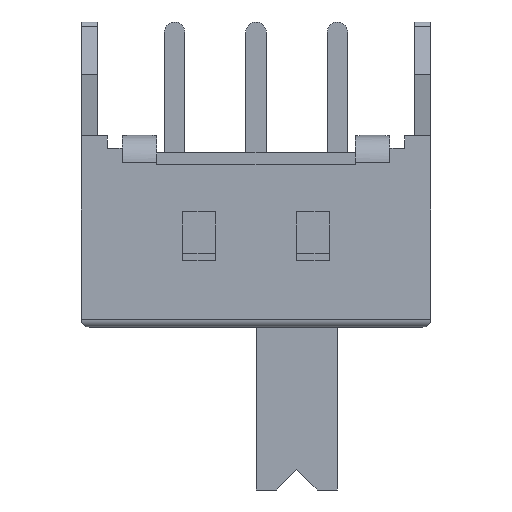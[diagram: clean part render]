
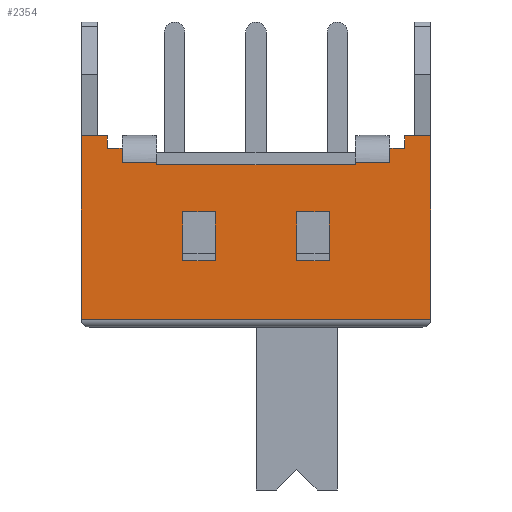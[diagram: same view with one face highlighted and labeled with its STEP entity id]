
A CAD part, front view. The second image highlights one B-rep face of the part: STEP entity #2354.
In plain terms, the highlighted planar face has unit normal (0, -1, 0).
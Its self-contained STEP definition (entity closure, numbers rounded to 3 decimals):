
#85 = VERTEX_POINT('',#86);
#86 = CARTESIAN_POINT('',(-4.3,-2.15,0.));
#92 = EDGE_CURVE('',#85,#93,#95,.T.);
#93 = VERTEX_POINT('',#94);
#94 = CARTESIAN_POINT('',(-4.3,-2.15,-4.5));
#95 = LINE('',#96,#97);
#96 = CARTESIAN_POINT('',(-4.3,-2.15,0.));
#97 = VECTOR('',#98,1.);
#98 = DIRECTION('',(0.,0.,-1.));
#2330 = VERTEX_POINT('',#2331);
#2331 = CARTESIAN_POINT('',(4.3,-2.15,-4.5));
#2344 = EDGE_CURVE('',#2330,#93,#2345,.T.);
#2345 = LINE('',#2346,#2347);
#2346 = CARTESIAN_POINT('',(4.3,-2.15,-4.5));
#2347 = VECTOR('',#2348,1.);
#2348 = DIRECTION('',(-1.,0.,0.));
#2354 = ADVANCED_FACE('',(#2355,#2485,#2519),#2553,.T.);
#2355 = FACE_BOUND('',#2356,.F.);
#2356 = EDGE_LOOP('',(#2357,#2367,#2375,#2383,#2391,#2399,#2407,#2415,
    #2423,#2431,#2439,#2447,#2453,#2454,#2455,#2463,#2471,#2479));
#2357 = ORIENTED_EDGE('',*,*,#2358,.F.);
#2358 = EDGE_CURVE('',#2359,#2361,#2363,.T.);
#2359 = VERTEX_POINT('',#2360);
#2360 = CARTESIAN_POINT('',(-3.288,-2.15,-0.652));
#2361 = VERTEX_POINT('',#2362);
#2362 = CARTESIAN_POINT('',(-3.288,-2.15,-0.411));
#2363 = LINE('',#2364,#2365);
#2364 = CARTESIAN_POINT('',(-3.288,-2.15,-0.652));
#2365 = VECTOR('',#2366,1.);
#2366 = DIRECTION('',(0.,0.,1.));
#2367 = ORIENTED_EDGE('',*,*,#2368,.T.);
#2368 = EDGE_CURVE('',#2359,#2369,#2371,.T.);
#2369 = VERTEX_POINT('',#2370);
#2370 = CARTESIAN_POINT('',(-2.438,-2.15,-0.652));
#2371 = LINE('',#2372,#2373);
#2372 = CARTESIAN_POINT('',(-3.288,-2.15,-0.652));
#2373 = VECTOR('',#2374,1.);
#2374 = DIRECTION('',(1.,0.,0.));
#2375 = ORIENTED_EDGE('',*,*,#2376,.T.);
#2376 = EDGE_CURVE('',#2369,#2377,#2379,.T.);
#2377 = VERTEX_POINT('',#2378);
#2378 = CARTESIAN_POINT('',(-2.438,-2.15,-0.711));
#2379 = LINE('',#2380,#2381);
#2380 = CARTESIAN_POINT('',(-2.438,-2.15,-0.652));
#2381 = VECTOR('',#2382,1.);
#2382 = DIRECTION('',(0.,0.,-1.));
#2383 = ORIENTED_EDGE('',*,*,#2384,.T.);
#2384 = EDGE_CURVE('',#2377,#2385,#2387,.T.);
#2385 = VERTEX_POINT('',#2386);
#2386 = CARTESIAN_POINT('',(2.438,-2.15,-0.711));
#2387 = LINE('',#2388,#2389);
#2388 = CARTESIAN_POINT('',(-2.438,-2.15,-0.711));
#2389 = VECTOR('',#2390,1.);
#2390 = DIRECTION('',(1.,0.,0.));
#2391 = ORIENTED_EDGE('',*,*,#2392,.T.);
#2392 = EDGE_CURVE('',#2385,#2393,#2395,.T.);
#2393 = VERTEX_POINT('',#2394);
#2394 = CARTESIAN_POINT('',(2.438,-2.15,-0.652));
#2395 = LINE('',#2396,#2397);
#2396 = CARTESIAN_POINT('',(2.438,-2.15,-0.711));
#2397 = VECTOR('',#2398,1.);
#2398 = DIRECTION('',(0.,0.,1.));
#2399 = ORIENTED_EDGE('',*,*,#2400,.T.);
#2400 = EDGE_CURVE('',#2393,#2401,#2403,.T.);
#2401 = VERTEX_POINT('',#2402);
#2402 = CARTESIAN_POINT('',(3.288,-2.15,-0.652));
#2403 = LINE('',#2404,#2405);
#2404 = CARTESIAN_POINT('',(2.438,-2.15,-0.652));
#2405 = VECTOR('',#2406,1.);
#2406 = DIRECTION('',(1.,0.,0.));
#2407 = ORIENTED_EDGE('',*,*,#2408,.T.);
#2408 = EDGE_CURVE('',#2401,#2409,#2411,.T.);
#2409 = VERTEX_POINT('',#2410);
#2410 = CARTESIAN_POINT('',(3.288,-2.15,-0.411));
#2411 = LINE('',#2412,#2413);
#2412 = CARTESIAN_POINT('',(3.288,-2.15,-0.652));
#2413 = VECTOR('',#2414,1.);
#2414 = DIRECTION('',(0.,0.,1.));
#2415 = ORIENTED_EDGE('',*,*,#2416,.T.);
#2416 = EDGE_CURVE('',#2409,#2417,#2419,.T.);
#2417 = VERTEX_POINT('',#2418);
#2418 = CARTESIAN_POINT('',(3.288,-2.15,-0.3));
#2419 = LINE('',#2420,#2421);
#2420 = CARTESIAN_POINT('',(3.288,-2.15,-0.411));
#2421 = VECTOR('',#2422,1.);
#2422 = DIRECTION('',(0.,0.,1.));
#2423 = ORIENTED_EDGE('',*,*,#2424,.T.);
#2424 = EDGE_CURVE('',#2417,#2425,#2427,.T.);
#2425 = VERTEX_POINT('',#2426);
#2426 = CARTESIAN_POINT('',(3.656,-2.15,-0.3));
#2427 = LINE('',#2428,#2429);
#2428 = CARTESIAN_POINT('',(3.288,-2.15,-0.3));
#2429 = VECTOR('',#2430,1.);
#2430 = DIRECTION('',(1.,0.,0.));
#2431 = ORIENTED_EDGE('',*,*,#2432,.F.);
#2432 = EDGE_CURVE('',#2433,#2425,#2435,.T.);
#2433 = VERTEX_POINT('',#2434);
#2434 = CARTESIAN_POINT('',(3.656,-2.15,0.));
#2435 = LINE('',#2436,#2437);
#2436 = CARTESIAN_POINT('',(3.656,-2.15,0.));
#2437 = VECTOR('',#2438,1.);
#2438 = DIRECTION('',(0.,0.,-1.));
#2439 = ORIENTED_EDGE('',*,*,#2440,.T.);
#2440 = EDGE_CURVE('',#2433,#2441,#2443,.T.);
#2441 = VERTEX_POINT('',#2442);
#2442 = CARTESIAN_POINT('',(4.3,-2.15,0.));
#2443 = LINE('',#2444,#2445);
#2444 = CARTESIAN_POINT('',(3.656,-2.15,0.));
#2445 = VECTOR('',#2446,1.);
#2446 = DIRECTION('',(1.,0.,0.));
#2447 = ORIENTED_EDGE('',*,*,#2448,.T.);
#2448 = EDGE_CURVE('',#2441,#2330,#2449,.T.);
#2449 = LINE('',#2450,#2451);
#2450 = CARTESIAN_POINT('',(4.3,-2.15,0.));
#2451 = VECTOR('',#2452,1.);
#2452 = DIRECTION('',(0.,0.,-1.));
#2453 = ORIENTED_EDGE('',*,*,#2344,.T.);
#2454 = ORIENTED_EDGE('',*,*,#92,.F.);
#2455 = ORIENTED_EDGE('',*,*,#2456,.T.);
#2456 = EDGE_CURVE('',#85,#2457,#2459,.T.);
#2457 = VERTEX_POINT('',#2458);
#2458 = CARTESIAN_POINT('',(-3.656,-2.15,0.));
#2459 = LINE('',#2460,#2461);
#2460 = CARTESIAN_POINT('',(-4.3,-2.15,0.));
#2461 = VECTOR('',#2462,1.);
#2462 = DIRECTION('',(1.,0.,0.));
#2463 = ORIENTED_EDGE('',*,*,#2464,.T.);
#2464 = EDGE_CURVE('',#2457,#2465,#2467,.T.);
#2465 = VERTEX_POINT('',#2466);
#2466 = CARTESIAN_POINT('',(-3.656,-2.15,-0.3));
#2467 = LINE('',#2468,#2469);
#2468 = CARTESIAN_POINT('',(-3.656,-2.15,0.));
#2469 = VECTOR('',#2470,1.);
#2470 = DIRECTION('',(0.,0.,-1.));
#2471 = ORIENTED_EDGE('',*,*,#2472,.T.);
#2472 = EDGE_CURVE('',#2465,#2473,#2475,.T.);
#2473 = VERTEX_POINT('',#2474);
#2474 = CARTESIAN_POINT('',(-3.288,-2.15,-0.3));
#2475 = LINE('',#2476,#2477);
#2476 = CARTESIAN_POINT('',(-3.656,-2.15,-0.3));
#2477 = VECTOR('',#2478,1.);
#2478 = DIRECTION('',(1.,0.,0.));
#2479 = ORIENTED_EDGE('',*,*,#2480,.T.);
#2480 = EDGE_CURVE('',#2473,#2361,#2481,.T.);
#2481 = LINE('',#2482,#2483);
#2482 = CARTESIAN_POINT('',(-3.288,-2.15,-0.3));
#2483 = VECTOR('',#2484,1.);
#2484 = DIRECTION('',(0.,0.,-1.));
#2485 = FACE_BOUND('',#2486,.F.);
#2486 = EDGE_LOOP('',(#2487,#2497,#2505,#2513));
#2487 = ORIENTED_EDGE('',*,*,#2488,.T.);
#2488 = EDGE_CURVE('',#2489,#2491,#2493,.T.);
#2489 = VERTEX_POINT('',#2490);
#2490 = CARTESIAN_POINT('',(1.8,-2.15,-3.064));
#2491 = VERTEX_POINT('',#2492);
#2492 = CARTESIAN_POINT('',(1.8,-2.15,-1.864));
#2493 = LINE('',#2494,#2495);
#2494 = CARTESIAN_POINT('',(1.8,-2.15,-3.064));
#2495 = VECTOR('',#2496,1.);
#2496 = DIRECTION('',(0.,0.,1.));
#2497 = ORIENTED_EDGE('',*,*,#2498,.T.);
#2498 = EDGE_CURVE('',#2491,#2499,#2501,.T.);
#2499 = VERTEX_POINT('',#2500);
#2500 = CARTESIAN_POINT('',(1.,-2.15,-1.864));
#2501 = LINE('',#2502,#2503);
#2502 = CARTESIAN_POINT('',(1.8,-2.15,-1.864));
#2503 = VECTOR('',#2504,1.);
#2504 = DIRECTION('',(-1.,0.,0.));
#2505 = ORIENTED_EDGE('',*,*,#2506,.T.);
#2506 = EDGE_CURVE('',#2499,#2507,#2509,.T.);
#2507 = VERTEX_POINT('',#2508);
#2508 = CARTESIAN_POINT('',(1.,-2.15,-3.064));
#2509 = LINE('',#2510,#2511);
#2510 = CARTESIAN_POINT('',(1.,-2.15,-1.864));
#2511 = VECTOR('',#2512,1.);
#2512 = DIRECTION('',(0.,0.,-1.));
#2513 = ORIENTED_EDGE('',*,*,#2514,.T.);
#2514 = EDGE_CURVE('',#2507,#2489,#2515,.T.);
#2515 = LINE('',#2516,#2517);
#2516 = CARTESIAN_POINT('',(1.,-2.15,-3.064));
#2517 = VECTOR('',#2518,1.);
#2518 = DIRECTION('',(1.,0.,0.));
#2519 = FACE_BOUND('',#2520,.F.);
#2520 = EDGE_LOOP('',(#2521,#2531,#2539,#2547));
#2521 = ORIENTED_EDGE('',*,*,#2522,.T.);
#2522 = EDGE_CURVE('',#2523,#2525,#2527,.T.);
#2523 = VERTEX_POINT('',#2524);
#2524 = CARTESIAN_POINT('',(-1.8,-2.15,-3.064));
#2525 = VERTEX_POINT('',#2526);
#2526 = CARTESIAN_POINT('',(-1.,-2.15,-3.064));
#2527 = LINE('',#2528,#2529);
#2528 = CARTESIAN_POINT('',(-1.8,-2.15,-3.064));
#2529 = VECTOR('',#2530,1.);
#2530 = DIRECTION('',(1.,0.,0.));
#2531 = ORIENTED_EDGE('',*,*,#2532,.T.);
#2532 = EDGE_CURVE('',#2525,#2533,#2535,.T.);
#2533 = VERTEX_POINT('',#2534);
#2534 = CARTESIAN_POINT('',(-1.,-2.15,-1.864));
#2535 = LINE('',#2536,#2537);
#2536 = CARTESIAN_POINT('',(-1.,-2.15,-3.064));
#2537 = VECTOR('',#2538,1.);
#2538 = DIRECTION('',(0.,0.,1.));
#2539 = ORIENTED_EDGE('',*,*,#2540,.T.);
#2540 = EDGE_CURVE('',#2533,#2541,#2543,.T.);
#2541 = VERTEX_POINT('',#2542);
#2542 = CARTESIAN_POINT('',(-1.8,-2.15,-1.864));
#2543 = LINE('',#2544,#2545);
#2544 = CARTESIAN_POINT('',(-1.,-2.15,-1.864));
#2545 = VECTOR('',#2546,1.);
#2546 = DIRECTION('',(-1.,0.,0.));
#2547 = ORIENTED_EDGE('',*,*,#2548,.T.);
#2548 = EDGE_CURVE('',#2541,#2523,#2549,.T.);
#2549 = LINE('',#2550,#2551);
#2550 = CARTESIAN_POINT('',(-1.8,-2.15,-1.864));
#2551 = VECTOR('',#2552,1.);
#2552 = DIRECTION('',(0.,0.,-1.));
#2553 = PLANE('',#2554);
#2554 = AXIS2_PLACEMENT_3D('',#2555,#2556,#2557);
#2555 = CARTESIAN_POINT('',(-4.3,-2.15,0.));
#2556 = DIRECTION('',(0.,-1.,0.));
#2557 = DIRECTION('',(0.,0.,-1.));
